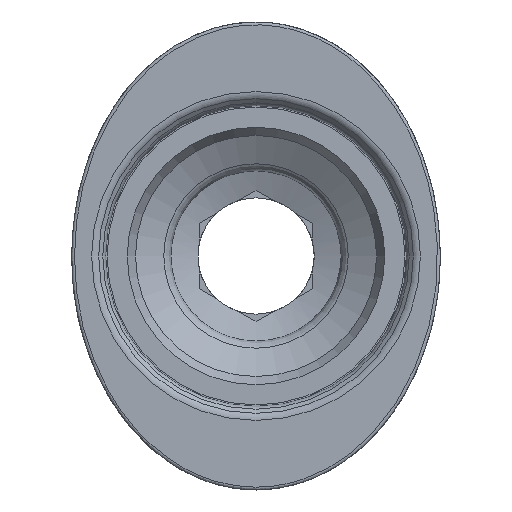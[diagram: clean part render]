
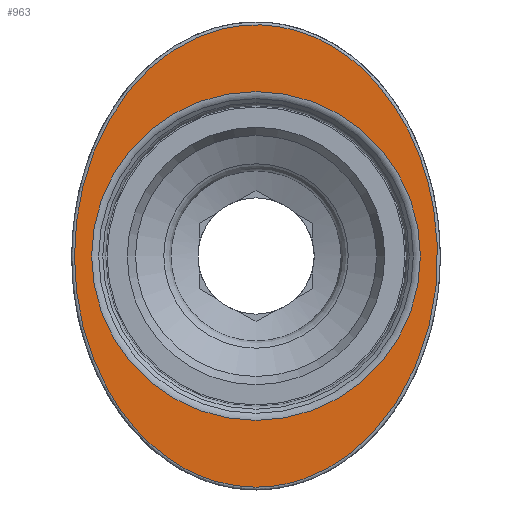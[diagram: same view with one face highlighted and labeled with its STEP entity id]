
A CAD part, left-side view. The second image highlights one B-rep face of the part: STEP entity #963.
In plain terms, the highlighted face is planar.
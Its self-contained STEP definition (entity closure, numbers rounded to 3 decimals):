
#25=B_SPLINE_CURVE_WITH_KNOTS('',3,(#1994,#1995,#1996,#1997,#1998,#1999,
#2000,#2001,#2002,#2003,#2004,#2005,#2006,#2007,#2008,#2009,#2010,#2011),
 .UNSPECIFIED.,.T.,.F.,(4,1,1,1,1,1,1,1,1,1,1,1,1,1,1,4),(-6.283,
-6.059,-5.834,-5.386,-4.488,
-4.189,-3.59,-3.291,-2.992,
-2.693,-2.244,-1.795,-0.898,
-0.449,-0.224,0.),
 .UNSPECIFIED.);
#40=FACE_BOUND('',#209,.T.);
#79=PLANE('',#1158);
#145=FACE_OUTER_BOUND('',#208,.T.);
#208=EDGE_LOOP('',(#825));
#209=EDGE_LOOP('',(#826));
#269=CIRCLE('',#1159,11.59);
#459=VERTEX_POINT('',#1992);
#460=VERTEX_POINT('',#2013);
#582=EDGE_CURVE('',#459,#459,#25,.T.);
#583=EDGE_CURVE('',#460,#460,#269,.T.);
#825=ORIENTED_EDGE('',*,*,#582,.F.);
#826=ORIENTED_EDGE('',*,*,#583,.F.);
#963=ADVANCED_FACE('',(#145,#40),#79,.T.);
#1158=AXIS2_PLACEMENT_3D('',#2012,#1419,#1420);
#1159=AXIS2_PLACEMENT_3D('',#2014,#1421,#1422);
#1419=DIRECTION('center_axis',(0.,1.,0.));
#1420=DIRECTION('ref_axis',(0.,0.,1.));
#1421=DIRECTION('center_axis',(0.,1.,0.));
#1422=DIRECTION('ref_axis',(0.,0.,-1.));
#1992=CARTESIAN_POINT('',(-16.3,3.6,0.));
#1994=CARTESIAN_POINT('Ctrl Pts',(-16.3,3.6,0.));
#1995=CARTESIAN_POINT('Ctrl Pts',(-16.3,3.6,-1.092));
#1996=CARTESIAN_POINT('Ctrl Pts',(-15.937,3.6,-3.272));
#1997=CARTESIAN_POINT('Ctrl Pts',(-13.917,3.6,-7.212));
#1998=CARTESIAN_POINT('Ctrl Pts',(-7.899,3.6,-12.239));
#1999=CARTESIAN_POINT('Ctrl Pts',(0.48,3.6,-13.448));
#2000=CARTESIAN_POINT('Ctrl Pts',(8.927,3.6,-11.165));
#2001=CARTESIAN_POINT('Ctrl Pts',(13.878,3.6,-7.65));
#2002=CARTESIAN_POINT('Ctrl Pts',(16.381,3.6,-2.237));
#2003=CARTESIAN_POINT('Ctrl Pts',(16.374,3.6,2.238));
#2004=CARTESIAN_POINT('Ctrl Pts',(14.203,3.6,6.97));
#2005=CARTESIAN_POINT('Ctrl Pts',(9.621,3.6,10.817));
#2006=CARTESIAN_POINT('Ctrl Pts',(1.231,3.6,13.562));
#2007=CARTESIAN_POINT('Ctrl Pts',(-7.894,3.6,12.237));
#2008=CARTESIAN_POINT('Ctrl Pts',(-13.919,3.6,7.213));
#2009=CARTESIAN_POINT('Ctrl Pts',(-15.937,3.6,3.272));
#2010=CARTESIAN_POINT('Ctrl Pts',(-16.3,3.6,1.092));
#2011=CARTESIAN_POINT('Ctrl Pts',(-16.3,3.6,0.));
#2012=CARTESIAN_POINT('Origin',(0.,3.6,11.3));
#2013=CARTESIAN_POINT('',(0.,3.6,-11.59));
#2014=CARTESIAN_POINT('Origin',(0.,3.6,0.));
